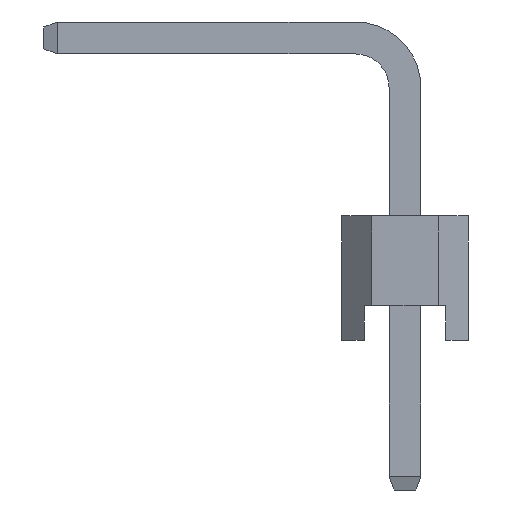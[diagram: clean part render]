
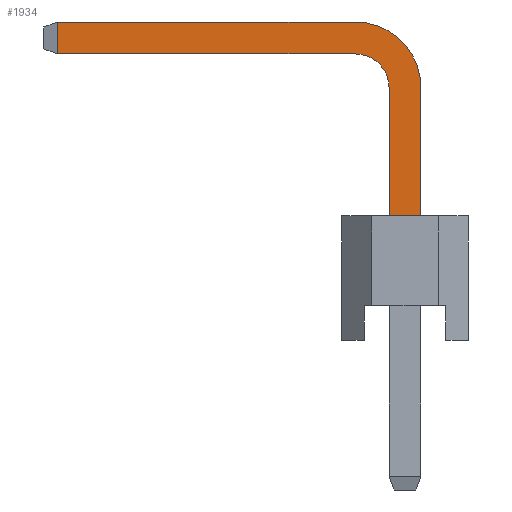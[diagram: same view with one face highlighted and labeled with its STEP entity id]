
A CAD part, left-side view. The second image highlights one B-rep face of the part: STEP entity #1934.
In plain terms, the highlighted planar face has unit normal (-1, 0, 0).
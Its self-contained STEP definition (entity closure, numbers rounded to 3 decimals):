
#1934=ADVANCED_FACE('',(#5932),#5934,.T.);
#5932=FACE_BOUND('',#5933,.T.);
#5933=EDGE_LOOP('',(#9225,#9226,#9227,#9228,#9229,#9230,#9231,#9232));
#5934=PLANE('',#5935);
#5935=AXIS2_PLACEMENT_3D('',#5936,#5937,#5938);
#5936=CARTESIAN_POINT('',(-0.32,0.32,-3.));
#5937=DIRECTION('',(-1.,0.,0.));
#5938=DIRECTION('',(0.,-1.,0.));
#9225=ORIENTED_EDGE('',*,*,#11222,.F.);
#9226=ORIENTED_EDGE('',*,*,#11223,.F.);
#9227=ORIENTED_EDGE('',*,*,#11224,.F.);
#9228=ORIENTED_EDGE('',*,*,#11211,.F.);
#9229=ORIENTED_EDGE('',*,*,#10480,.T.);
#9230=ORIENTED_EDGE('',*,*,#11221,.T.);
#9231=ORIENTED_EDGE('',*,*,#11225,.T.);
#9232=ORIENTED_EDGE('',*,*,#11226,.T.);
#10480=EDGE_CURVE('',#11862,#11866,#11868,.T.);
#11211=EDGE_CURVE('',#11862,#13095,#13096,.T.);
#11221=EDGE_CURVE('',#11866,#13111,#13113,.T.);
#11222=EDGE_CURVE('',#13114,#13115,#13116,.T.);
#11223=EDGE_CURVE('',#13117,#13114,#13118,.T.);
#11224=EDGE_CURVE('',#13095,#13117,#13119,.T.);
#11225=EDGE_CURVE('',#13111,#13120,#13121,.T.);
#11226=EDGE_CURVE('',#13120,#13115,#13122,.T.);
#11862=VERTEX_POINT('',#14178);
#11866=VERTEX_POINT('',#14186);
#11868=LINE('',#14190,#14191);
#13095=VERTEX_POINT('',#16935);
#13096=LINE('',#16936,#16937);
#13111=VERTEX_POINT('',#16971);
#13113=LINE('',#16975,#16976);
#13114=VERTEX_POINT('',#16978);
#13115=VERTEX_POINT('',#16979);
#13116=LINE('',#16980,#16981);
#13117=VERTEX_POINT('',#16983);
#13118=LINE('',#16984,#16985);
#13119=CIRCLE('',#16987,0.68);
#13120=VERTEX_POINT('',#16991);
#13121=CIRCLE('',#16992,1.32);
#13122=LINE('',#16996,#16997);
#14178=CARTESIAN_POINT('',(-0.32,0.32,2.5));
#14186=CARTESIAN_POINT('',(-0.32,-0.32,2.5));
#14190=CARTESIAN_POINT('',(-0.32,0.32,2.5));
#14191=VECTOR('',#14192,1.);
#14192=DIRECTION('',(0.,-1.,0.));
#16935=CARTESIAN_POINT('',(-0.32,0.32,5.07));
#16936=CARTESIAN_POINT('',(-0.32,0.32,2.5));
#16937=VECTOR('',#16938,1.);
#16938=DIRECTION('',(0.,0.,1.));
#16971=CARTESIAN_POINT('',(-0.32,-0.32,5.07));
#16975=CARTESIAN_POINT('',(-0.32,-0.32,2.5));
#16976=VECTOR('',#16977,1.);
#16977=DIRECTION('',(0.,0.,1.));
#16978=CARTESIAN_POINT('',(-0.32,6.975,5.75));
#16979=CARTESIAN_POINT('',(-0.32,6.975,6.39));
#16980=CARTESIAN_POINT('',(-0.32,6.975,5.75));
#16981=VECTOR('',#16982,1.);
#16982=DIRECTION('',(0.,0.,1.));
#16983=CARTESIAN_POINT('',(-0.32,1.,5.75));
#16984=CARTESIAN_POINT('',(-0.32,1.,5.75));
#16985=VECTOR('',#16986,1.);
#16986=DIRECTION('',(0.,1.,0.));
#16987=AXIS2_PLACEMENT_3D('',#16988,#16989,#16990);
#16988=CARTESIAN_POINT('',(-0.32,1.,5.07));
#16989=DIRECTION('',(-1.,-0.,0.));
#16990=DIRECTION('',(0.,-1.,0.));
#16991=CARTESIAN_POINT('',(-0.32,1.,6.39));
#16992=AXIS2_PLACEMENT_3D('',#16993,#16994,#16995);
#16993=CARTESIAN_POINT('',(-0.32,1.,5.07));
#16994=DIRECTION('',(-1.,-0.,0.));
#16995=DIRECTION('',(0.,-1.,0.));
#16996=CARTESIAN_POINT('',(-0.32,1.,6.39));
#16997=VECTOR('',#16998,1.);
#16998=DIRECTION('',(0.,1.,0.));
